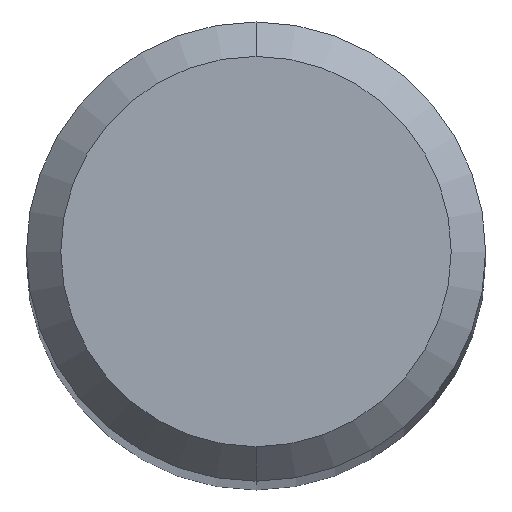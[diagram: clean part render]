
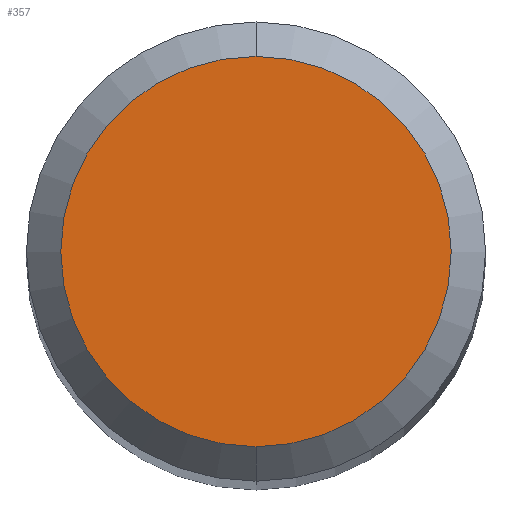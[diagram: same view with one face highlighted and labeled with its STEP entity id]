
A CAD part, top view. The second image highlights one B-rep face of the part: STEP entity #357.
In plain terms, the highlighted planar face has unit normal (0, 0, 1).
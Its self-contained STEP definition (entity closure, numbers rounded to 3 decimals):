
#267=EDGE_CURVE('',#439,#361,#570,.T.);
#357=ADVANCED_FACE('',(#669),#670,.T.);
#361=VERTEX_POINT('',#674);
#427=EDGE_CURVE('',#361,#439,#745,.T.);
#439=VERTEX_POINT('',#758);
#570=CIRCLE('',#1048,1.7);
#669=FACE_OUTER_BOUND('',#1226,.T.);
#670=PLANE('',#1227);
#674=CARTESIAN_POINT('',(0.0,1.7,42.961));
#745=CIRCLE('',#1406,1.7);
#758=CARTESIAN_POINT('',(0.,-1.7,42.961));
#1048=AXIS2_PLACEMENT_3D('',#1551,#1552,#1553);
#1226=EDGE_LOOP('',(#1674,#1675));
#1227=AXIS2_PLACEMENT_3D('',#1676,#1677,#1678);
#1406=AXIS2_PLACEMENT_3D('',#1744,#1745,#1746);
#1551=CARTESIAN_POINT('',(0.0,0.0,42.961));
#1552=DIRECTION('',(0.0,0.0,-1.0));
#1553=DIRECTION('',(0.0,1.0,0.0));
#1674=ORIENTED_EDGE('',*,*,#427,.F.);
#1675=ORIENTED_EDGE('',*,*,#267,.F.);
#1676=CARTESIAN_POINT('',(0.0,0.85,42.961));
#1677=DIRECTION('',(-0.0,0.0,1.0));
#1678=DIRECTION('',(0.0,-1.0,0.0));
#1744=CARTESIAN_POINT('',(0.0,0.0,42.961));
#1745=DIRECTION('',(0.0,0.0,-1.0));
#1746=DIRECTION('',(0.0,1.0,0.0));
